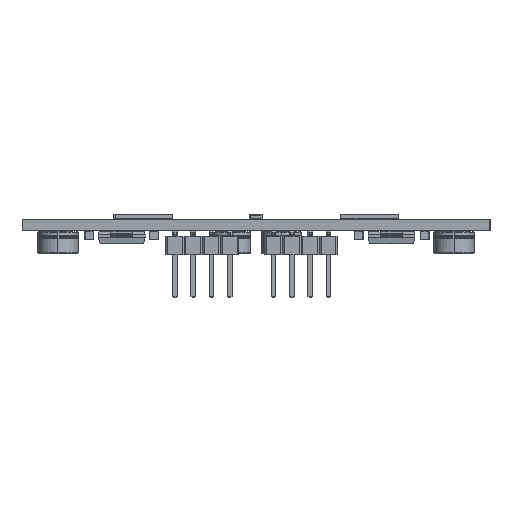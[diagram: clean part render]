
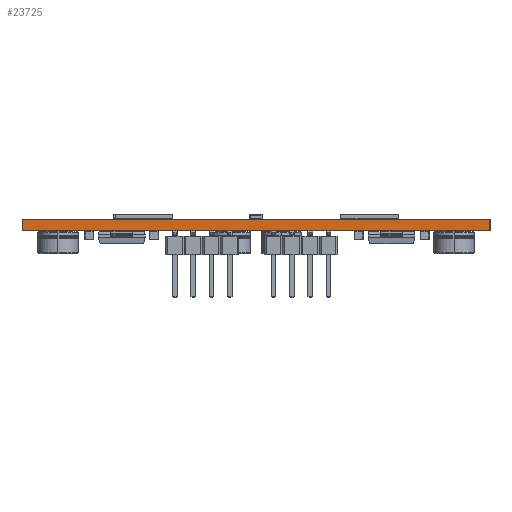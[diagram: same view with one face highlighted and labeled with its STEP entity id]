
A CAD part, left-side view. The second image highlights one B-rep face of the part: STEP entity #23725.
In plain terms, the highlighted planar face has unit normal (-1, 0, 0).
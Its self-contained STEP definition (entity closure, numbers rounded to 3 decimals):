
#23669 = VERTEX_POINT('',#23670);
#23670 = CARTESIAN_POINT('',(0.,0.,1.6));
#23676 = EDGE_CURVE('',#23677,#23669,#23679,.T.);
#23677 = VERTEX_POINT('',#23678);
#23678 = CARTESIAN_POINT('',(0.,-0.,0.));
#23679 = LINE('',#23680,#23681);
#23680 = CARTESIAN_POINT('',(0.,-0.,0.));
#23681 = VECTOR('',#23682,1.);
#23682 = DIRECTION('',(0.,0.,1.));
#23725 = ADVANCED_FACE('',(#23726),#23751,.T.);
#23726 = FACE_BOUND('',#23727,.T.);
#23727 = EDGE_LOOP('',(#23728,#23729,#23737,#23745));
#23728 = ORIENTED_EDGE('',*,*,#23676,.T.);
#23729 = ORIENTED_EDGE('',*,*,#23730,.T.);
#23730 = EDGE_CURVE('',#23669,#23731,#23733,.T.);
#23731 = VERTEX_POINT('',#23732);
#23732 = CARTESIAN_POINT('',(0.,65.,1.6));
#23733 = LINE('',#23734,#23735);
#23734 = CARTESIAN_POINT('',(0.,0.,1.6));
#23735 = VECTOR('',#23736,1.);
#23736 = DIRECTION('',(0.,1.,0.));
#23737 = ORIENTED_EDGE('',*,*,#23738,.F.);
#23738 = EDGE_CURVE('',#23739,#23731,#23741,.T.);
#23739 = VERTEX_POINT('',#23740);
#23740 = CARTESIAN_POINT('',(0.,65.,0.));
#23741 = LINE('',#23742,#23743);
#23742 = CARTESIAN_POINT('',(0.,65.,0.));
#23743 = VECTOR('',#23744,1.);
#23744 = DIRECTION('',(0.,0.,1.));
#23745 = ORIENTED_EDGE('',*,*,#23746,.F.);
#23746 = EDGE_CURVE('',#23677,#23739,#23747,.T.);
#23747 = LINE('',#23748,#23749);
#23748 = CARTESIAN_POINT('',(0.,-0.,0.));
#23749 = VECTOR('',#23750,1.);
#23750 = DIRECTION('',(0.,1.,0.));
#23751 = PLANE('',#23752);
#23752 = AXIS2_PLACEMENT_3D('',#23753,#23754,#23755);
#23753 = CARTESIAN_POINT('',(0.,0.,0.));
#23754 = DIRECTION('',(-1.,0.,0.));
#23755 = DIRECTION('',(0.,1.,0.));
